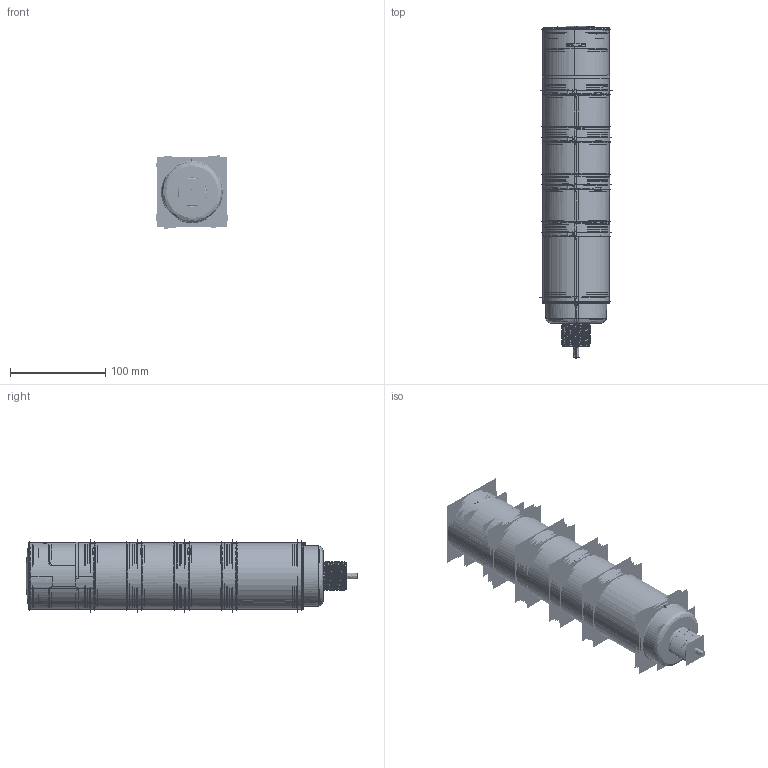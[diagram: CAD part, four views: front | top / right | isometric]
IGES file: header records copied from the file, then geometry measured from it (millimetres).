
Start section:  PTC IGES file: 191429.igs
Global section: file name: 191429.igs; native system: Creo Parametric by Parametric Technology Corporation; preprocessor: 2013230; author: pdmadmin; organization: Unknown; date: 20160225.123947; units: millimetre
Bounding box: 76.13 x 348.41 x 77.54 mm (x, y, z)
Volume: 308055.5 mm3; surface area: 1608599.2 mm2
Topology: 12 solids, 16 shells, 6314 faces, 31023 edges, 38721 vertices
Faces by surface type: revolution 3188, bspline 3082, extrusion 44
